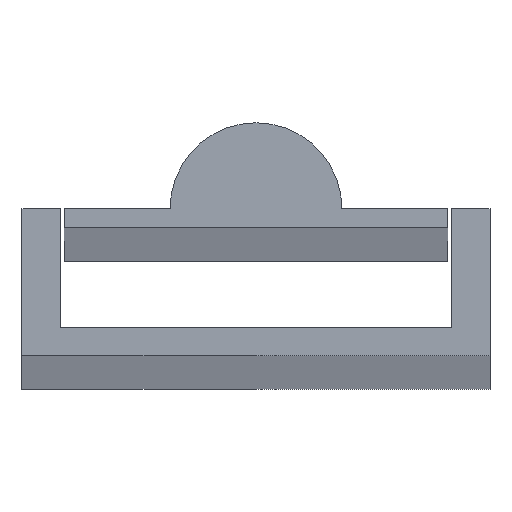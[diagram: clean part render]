
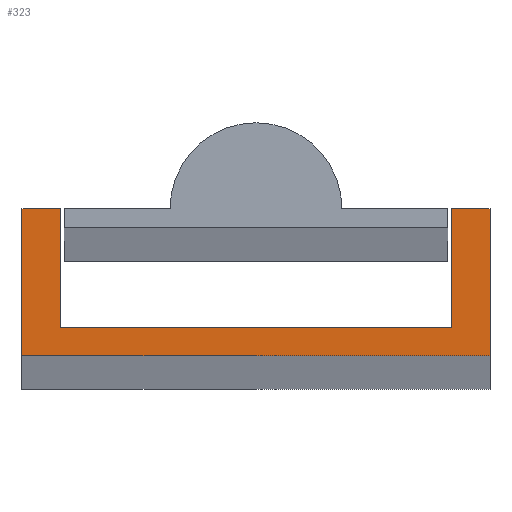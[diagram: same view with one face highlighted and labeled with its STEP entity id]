
A CAD part, top view. The second image highlights one B-rep face of the part: STEP entity #323.
In plain terms, the highlighted planar face has unit normal (0, 0, 1).
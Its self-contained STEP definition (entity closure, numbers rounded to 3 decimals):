
#36=FACE_OUTER_BOUND('',#54,.T.);
#54=EDGE_LOOP('',(#274,#275,#276,#277,#278,#279,#280,#281));
#74=LINE('',#488,#114);
#78=LINE('',#495,#118);
#81=LINE('',#501,#121);
#83=LINE('',#506,#123);
#86=LINE('',#512,#126);
#89=LINE('',#518,#129);
#92=LINE('',#524,#132);
#95=LINE('',#528,#135);
#114=VECTOR('',#402,10.);
#118=VECTOR('',#408,10.);
#121=VECTOR('',#413,10.);
#123=VECTOR('',#417,10.);
#126=VECTOR('',#422,10.);
#129=VECTOR('',#427,10.);
#132=VECTOR('',#432,10.);
#135=VECTOR('',#437,10.);
#150=VERTEX_POINT('',#485);
#151=VERTEX_POINT('',#487);
#153=VERTEX_POINT('',#493);
#155=VERTEX_POINT('',#499);
#157=VERTEX_POINT('',#505);
#159=VERTEX_POINT('',#511);
#161=VERTEX_POINT('',#517);
#163=VERTEX_POINT('',#523);
#184=EDGE_CURVE('',#150,#151,#74,.T.);
#188=EDGE_CURVE('',#153,#150,#78,.T.);
#191=EDGE_CURVE('',#155,#153,#81,.T.);
#193=EDGE_CURVE('',#157,#151,#83,.T.);
#196=EDGE_CURVE('',#159,#157,#86,.T.);
#199=EDGE_CURVE('',#161,#159,#89,.T.);
#202=EDGE_CURVE('',#163,#161,#92,.T.);
#205=EDGE_CURVE('',#163,#155,#95,.T.);
#274=ORIENTED_EDGE('',*,*,#205,.F.);
#275=ORIENTED_EDGE('',*,*,#202,.T.);
#276=ORIENTED_EDGE('',*,*,#199,.T.);
#277=ORIENTED_EDGE('',*,*,#196,.T.);
#278=ORIENTED_EDGE('',*,*,#193,.T.);
#279=ORIENTED_EDGE('',*,*,#184,.F.);
#280=ORIENTED_EDGE('',*,*,#188,.F.);
#281=ORIENTED_EDGE('',*,*,#191,.F.);
#305=PLANE('',#358);
#323=ADVANCED_FACE('',(#36),#305,.T.);
#358=AXIS2_PLACEMENT_3D('',#529,#438,#439);
#402=DIRECTION('',(0.,-1.,0.));
#408=DIRECTION('',(1.,0.,0.));
#413=DIRECTION('',(0.,1.,0.));
#417=DIRECTION('',(1.,0.,0.));
#422=DIRECTION('',(0.,-1.,0.));
#427=DIRECTION('',(-1.,0.,0.));
#432=DIRECTION('',(0.,1.,0.));
#437=DIRECTION('',(1.,0.,0.));
#438=DIRECTION('center_axis',(0.,0.,1.));
#439=DIRECTION('ref_axis',(1.,0.,0.));
#485=CARTESIAN_POINT('',(12.25,7.7,1000.));
#487=CARTESIAN_POINT('',(12.25,0.,1000.));
#488=CARTESIAN_POINT('',(12.25,7.7,1000.));
#493=CARTESIAN_POINT('',(10.25,7.7,1000.));
#495=CARTESIAN_POINT('',(10.25,7.7,1000.));
#499=CARTESIAN_POINT('',(10.25,1.5,1000.));
#501=CARTESIAN_POINT('',(10.25,1.5,1000.));
#505=CARTESIAN_POINT('',(-12.25,0.,1000.));
#506=CARTESIAN_POINT('',(-12.25,0.,1000.));
#511=CARTESIAN_POINT('',(-12.25,7.7,1000.));
#512=CARTESIAN_POINT('',(-12.25,7.7,1000.));
#517=CARTESIAN_POINT('',(-10.25,7.7,1000.));
#518=CARTESIAN_POINT('',(-10.25,7.7,1000.));
#523=CARTESIAN_POINT('',(-10.25,1.5,1000.));
#524=CARTESIAN_POINT('',(-10.25,1.5,1000.));
#528=CARTESIAN_POINT('',(0.,1.5,1000.));
#529=CARTESIAN_POINT('Origin',(-6.125,3.85,1000.));
